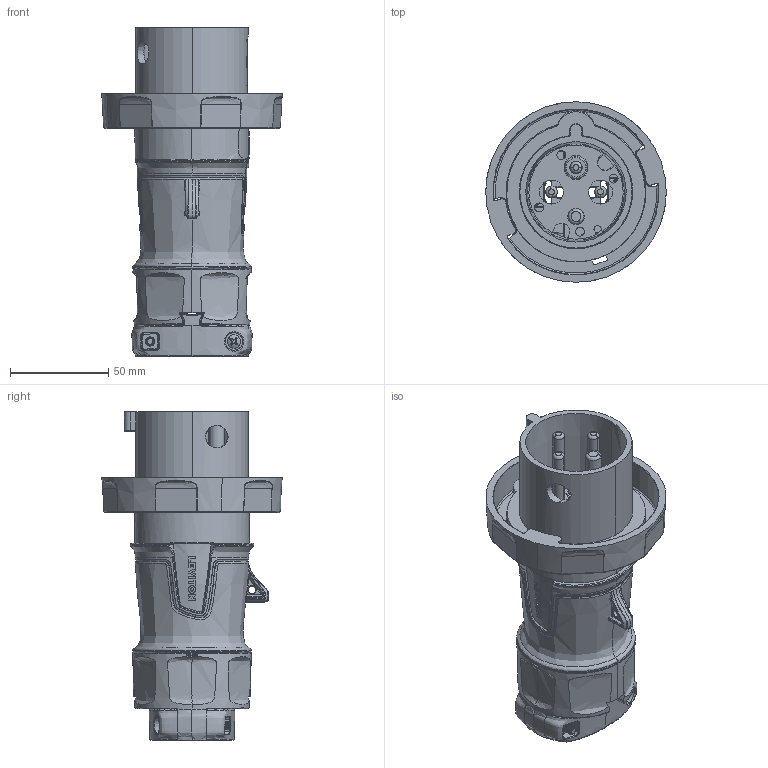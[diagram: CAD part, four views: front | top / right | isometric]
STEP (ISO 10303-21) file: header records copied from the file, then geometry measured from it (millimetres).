
FILE_DESCRIPTION (( 'STEP AP214' ), '1' );
FILE_NAME ('ORB4229-M02.STEP', '2019-03-04T20:57:14', ( '' ), ( '' ), 'SwSTEP 2.0', 'SolidWorks 2017', '' );
FILE_SCHEMA (( 'AUTOMOTIVE_DESIGN' ));
Length unit declared in the file: inch
Products named in the file (1): ORB4229-M02
Bounding box: 91.94 x 91.94 x 167.37 mm (x, y, z)
Surface area: 82695.1 mm2 (no closed solid volume)
Topology: 0 solids, 54 shells, 1176 faces, 4612 edges, 3381 vertices
Faces by surface type: bspline 445, cylinder 328, plane 239, torus 71, cone 71, sphere 22
Entity records: 112164 total; most frequent: CARTESIAN_POINT 65477, ORIENTED_EDGE 6826, DIRECTION 4690, EDGE_CURVE 4601, VERTEX_POINT 3379, B_SPLINE_CURVE_WITH_KNOTS 1807, AXIS2_PLACEMENT_3D 1675, VECTOR 1340
